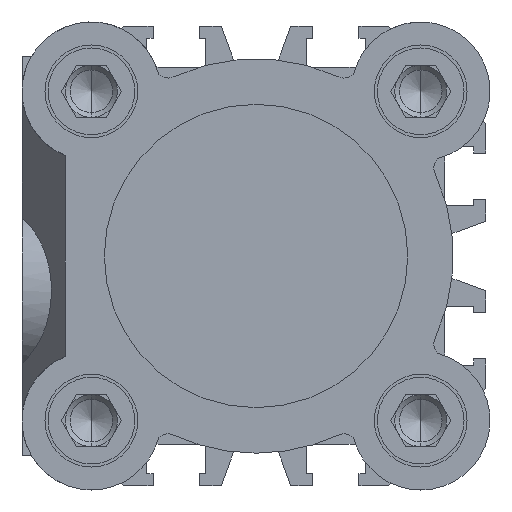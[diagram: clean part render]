
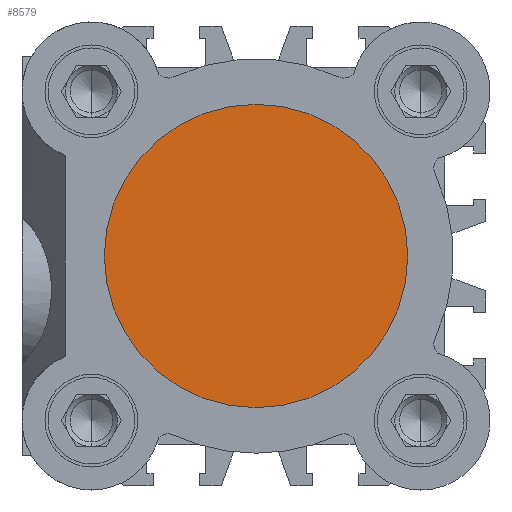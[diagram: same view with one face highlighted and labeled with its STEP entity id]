
A CAD part, left-side view. The second image highlights one B-rep face of the part: STEP entity #8579.
In plain terms, the highlighted face is planar.
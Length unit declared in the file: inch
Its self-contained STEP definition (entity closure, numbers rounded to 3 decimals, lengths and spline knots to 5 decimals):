
#762 = EDGE_CURVE ( 'NONE', #4932, #9923, #5048, .T. ) ;
#1015 = FACE_OUTER_BOUND ( 'NONE', #1564, .T. ) ;
#1068 = ORIENTED_EDGE ( 'NONE', *, *, #762, .F. ) ;
#1564 = EDGE_LOOP ( 'NONE', ( #1068, #7615 ) ) ;
#2720 = AXIS2_PLACEMENT_3D ( 'NONE', #6989, #3054, #10021 ) ;
#2822 = DIRECTION ( 'NONE',  ( 0., 0., 1. ) ) ;
#2853 = CARTESIAN_POINT ( 'NONE',  ( 0.15748, 0., -0.68898 ) ) ;
#2905 = DIRECTION ( 'NONE',  ( -1., 0., 0. ) ) ;
#3054 = DIRECTION ( 'NONE',  ( -1., 0., 0. ) ) ;
#3924 = CARTESIAN_POINT ( 'NONE',  ( 0.15748, 0., 0. ) ) ;
#4562 = CARTESIAN_POINT ( 'NONE',  ( 0.15748, 0., 0.68898 ) ) ;
#4576 = CARTESIAN_POINT ( 'NONE',  ( 0.15748, 0., 0. ) ) ;
#4932 = VERTEX_POINT ( 'NONE', #4562 ) ;
#5048 = CIRCLE ( 'NONE', #8428, 0.68898 ) ;
#5551 = DIRECTION ( 'NONE',  ( 0., 0., 1. ) ) ;
#6130 = AXIS2_PLACEMENT_3D ( 'NONE', #4576, #11524, #5551 ) ;
#6989 = CARTESIAN_POINT ( 'NONE',  ( 0.15748, 0.68898, 0. ) ) ;
#7615 = ORIENTED_EDGE ( 'NONE', *, *, #11818, .F. ) ;
#8428 = AXIS2_PLACEMENT_3D ( 'NONE', #3924, #2905, #2822 ) ;
#8579 = ADVANCED_FACE ( 'NONE', ( #1015 ), #8993, .F. ) ;
#8993 = PLANE ( 'NONE',  #2720 ) ;
#9555 = CIRCLE ( 'NONE', #6130, 0.68898 ) ;
#9923 = VERTEX_POINT ( 'NONE', #2853 ) ;
#10021 = DIRECTION ( 'NONE',  ( 0., 0., 1. ) ) ;
#11524 = DIRECTION ( 'NONE',  ( -1., 0., 0. ) ) ;
#11818 = EDGE_CURVE ( 'NONE', #9923, #4932, #9555, .T. ) ;
